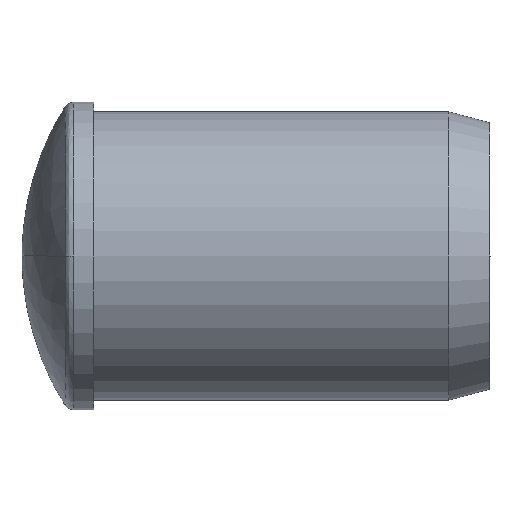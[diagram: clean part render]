
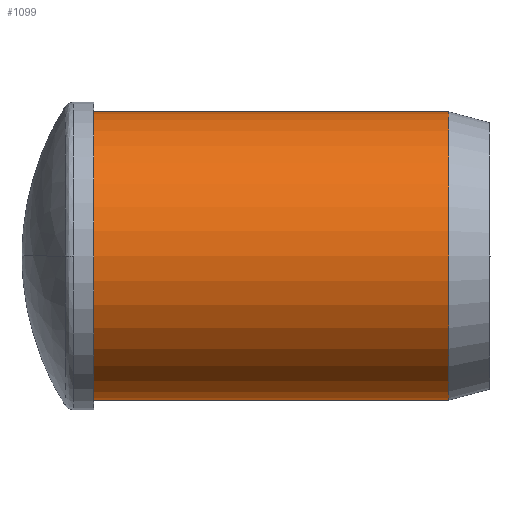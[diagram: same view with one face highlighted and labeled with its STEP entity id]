
A CAD part, front view. The second image highlights one B-rep face of the part: STEP entity #1099.
In plain terms, the highlighted cylindrical face has radius 3.569 mm (diameter 7.137 mm), a partial arc.
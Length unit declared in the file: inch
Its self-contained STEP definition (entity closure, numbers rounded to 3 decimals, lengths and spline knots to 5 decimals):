
#7 = CARTESIAN_POINT ( 'NONE',  ( -0.11206, 0.44916, -0.1405 ) ) ;
#39 = ORIENTED_EDGE ( 'NONE', *, *, #1715, .T. ) ;
#222 = CIRCLE ( 'NONE', #644, 0.1405 ) ;
#237 = VECTOR ( 'NONE', #1851, 39.37008 ) ;
#250 = CARTESIAN_POINT ( 'NONE',  ( 0.23394, 0.44916, 0. ) ) ;
#345 = CARTESIAN_POINT ( 'NONE',  ( -0.11206, 0.44916, 0. ) ) ;
#391 = VERTEX_POINT ( 'NONE', #896 ) ;
#439 = EDGE_CURVE ( 'NONE', #391, #1820, #1832, .T. ) ;
#442 = DIRECTION ( 'NONE',  ( 0., 0., -1. ) ) ;
#504 = FACE_OUTER_BOUND ( 'NONE', #1883, .T. ) ;
#563 = DIRECTION ( 'NONE',  ( -1., 0., 0. ) ) ;
#585 = VERTEX_POINT ( 'NONE', #1686 ) ;
#589 = ORIENTED_EDGE ( 'NONE', *, *, #833, .F. ) ;
#594 = DIRECTION ( 'NONE',  ( 1., 0., 0. ) ) ;
#632 = AXIS2_PLACEMENT_3D ( 'NONE', #250, #842, #1672 ) ;
#644 = AXIS2_PLACEMENT_3D ( 'NONE', #710, #563, #442 ) ;
#710 = CARTESIAN_POINT ( 'NONE',  ( -0.11206, 0.44916, 0. ) ) ;
#736 = CARTESIAN_POINT ( 'NONE',  ( -0.11206, 0.44916, 0.1405 ) ) ;
#754 = VERTEX_POINT ( 'NONE', #1105 ) ;
#782 = CIRCLE ( 'NONE', #632, 0.1405 ) ;
#833 = EDGE_CURVE ( 'NONE', #585, #391, #222, .T. ) ;
#842 = DIRECTION ( 'NONE',  ( -1., 0., 0. ) ) ;
#867 = CYLINDRICAL_SURFACE ( 'NONE', #1629, 0.1405 ) ;
#896 = CARTESIAN_POINT ( 'NONE',  ( -0.11206, 0.44916, 0.1405 ) ) ;
#955 = DIRECTION ( 'NONE',  ( 0., 0., -1. ) ) ;
#1022 = CARTESIAN_POINT ( 'NONE',  ( 0.23394, 0.44916, 0.1405 ) ) ;
#1099 = ADVANCED_FACE ( 'NONE', ( #504 ), #867, .T. ) ;
#1105 = CARTESIAN_POINT ( 'NONE',  ( 0.23394, 0.44916, -0.1405 ) ) ;
#1265 = DIRECTION ( 'NONE',  ( 1., 0., 0. ) ) ;
#1421 = VECTOR ( 'NONE', #594, 39.37008 ) ;
#1616 = EDGE_CURVE ( 'NONE', #754, #1820, #782, .T. ) ;
#1629 = AXIS2_PLACEMENT_3D ( 'NONE', #345, #1265, #955 ) ;
#1672 = DIRECTION ( 'NONE',  ( 0., -1., 0. ) ) ;
#1686 = CARTESIAN_POINT ( 'NONE',  ( -0.11206, 0.44916, -0.1405 ) ) ;
#1715 = EDGE_CURVE ( 'NONE', #585, #754, #1828, .T. ) ;
#1779 = ORIENTED_EDGE ( 'NONE', *, *, #1616, .T. ) ;
#1820 = VERTEX_POINT ( 'NONE', #1022 ) ;
#1828 = LINE ( 'NONE', #7, #237 ) ;
#1832 = LINE ( 'NONE', #736, #1421 ) ;
#1851 = DIRECTION ( 'NONE',  ( 1., 0., 0. ) ) ;
#1861 = ORIENTED_EDGE ( 'NONE', *, *, #439, .F. ) ;
#1883 = EDGE_LOOP ( 'NONE', ( #1861, #589, #39, #1779 ) ) ;
